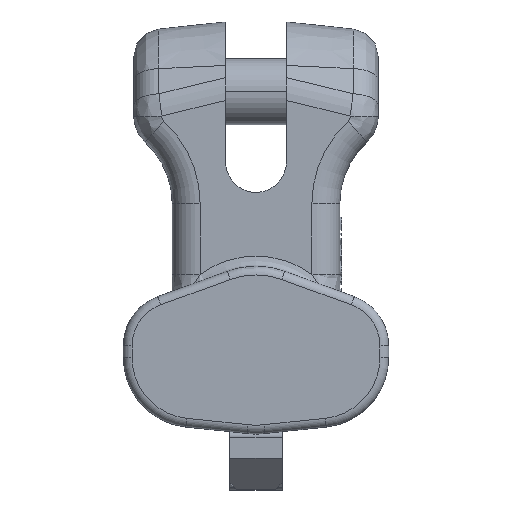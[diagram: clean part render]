
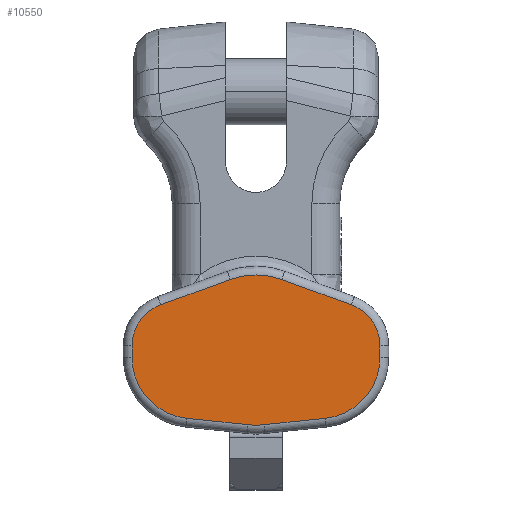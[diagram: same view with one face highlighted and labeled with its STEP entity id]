
A CAD part, top view. The second image highlights one B-rep face of the part: STEP entity #10550.
In plain terms, the highlighted planar face has unit normal (0, 0, 1).
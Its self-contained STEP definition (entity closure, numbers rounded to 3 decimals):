
#3340=CARTESIAN_POINT('',(0.,0.,70.5));
#3341=DIRECTION('',(0.,0.,1.));
#3342=DIRECTION('',(0.342,0.94,0.));
#3343=AXIS2_PLACEMENT_3D('',#3340,#3341,#3342);
#3355=DIRECTION('',(-0.995,0.105,0.));
#3356=VECTOR('',#3355,17.679);
#3357=CARTESIAN_POINT('',(-2.247,-21.382,70.5));
#3358=LINE('',#3357,#3356);
#3359=CARTESIAN_POINT('',(-18.,-2.13,70.5));
#3360=DIRECTION('',(0.,0.,-1.));
#3361=DIRECTION('',(-0.105,-0.995,0.));
#3362=AXIS2_PLACEMENT_3D('',#3359,#3360,#3361);
#3364=DIRECTION('',(0.,1.,0.));
#3365=VECTOR('',#3364,3.336);
#3366=CARTESIAN_POINT('',(-35.5,-2.13,70.5));
#3367=LINE('',#3366,#3365);
#3368=CARTESIAN_POINT('',(-23.,1.206,70.5));
#3369=DIRECTION('',(0.,0.,-1.));
#3370=DIRECTION('',(-1.,0.,0.));
#3371=AXIS2_PLACEMENT_3D('',#3368,#3369,#3370);
#3373=DIRECTION('',(0.94,0.342,0.));
#3374=VECTOR('',#3373,21.2);
#3375=CARTESIAN_POINT('',(-27.275,12.952,70.5));
#3376=LINE('',#3375,#3374);
#3377=DIRECTION('',(-0.94,0.342,0.));
#3378=VECTOR('',#3377,21.2);
#3379=CARTESIAN_POINT('',(27.275,12.952,70.5));
#3380=LINE('',#3379,#3378);
#3381=CARTESIAN_POINT('',(23.,1.206,70.5));
#3382=DIRECTION('',(0.,0.,1.));
#3383=DIRECTION('',(1.,0.,0.));
#3384=AXIS2_PLACEMENT_3D('',#3381,#3382,#3383);
#3386=DIRECTION('',(0.,1.,0.));
#3387=VECTOR('',#3386,3.336);
#3388=CARTESIAN_POINT('',(35.5,-2.13,70.5));
#3389=LINE('',#3388,#3387);
#3390=CARTESIAN_POINT('',(18.,-2.13,70.5));
#3391=DIRECTION('',(0.,0.,1.));
#3392=DIRECTION('',(0.105,-0.995,0.));
#3393=AXIS2_PLACEMENT_3D('',#3390,#3391,#3392);
#3395=DIRECTION('',(0.995,0.105,0.));
#3396=VECTOR('',#3395,17.679);
#3397=CARTESIAN_POINT('',(2.247,-21.382,70.5));
#3398=LINE('',#3397,#3396);
#3399=CARTESIAN_POINT('',(0.,0.,70.5));
#3400=DIRECTION('',(0.,0.,1.));
#3401=DIRECTION('',(-0.105,-0.995,0.));
#3402=AXIS2_PLACEMENT_3D('',#3399,#3400,#3401);
#5449=CARTESIAN_POINT('',(27.275,12.952,70.5));
#5450=CARTESIAN_POINT('',(7.353,20.203,70.5));
#5451=VERTEX_POINT('',#5449);
#5452=VERTEX_POINT('',#5450);
#5457=CARTESIAN_POINT('',(35.5,1.206,70.5));
#5458=VERTEX_POINT('',#5457);
#5461=CARTESIAN_POINT('',(35.5,-2.13,70.5));
#5462=VERTEX_POINT('',#5461);
#5465=CARTESIAN_POINT('',(19.829,-19.534,70.5));
#5466=VERTEX_POINT('',#5465);
#5469=CARTESIAN_POINT('',(2.247,-21.382,70.5));
#5470=VERTEX_POINT('',#5469);
#5557=CARTESIAN_POINT('',(-27.275,12.952,70.5));
#5558=CARTESIAN_POINT('',(-7.353,20.203,70.5));
#5559=VERTEX_POINT('',#5557);
#5560=VERTEX_POINT('',#5558);
#5565=CARTESIAN_POINT('',(-35.5,1.206,70.5));
#5566=VERTEX_POINT('',#5565);
#5569=CARTESIAN_POINT('',(-35.5,-2.13,70.5));
#5570=VERTEX_POINT('',#5569);
#5573=CARTESIAN_POINT('',(-19.829,-19.534,70.5));
#5574=VERTEX_POINT('',#5573);
#5577=CARTESIAN_POINT('',(-2.247,-21.382,70.5));
#5578=VERTEX_POINT('',#5577);
#10521=CARTESIAN_POINT('',(0.,0.,70.5));
#10522=DIRECTION('',(0.,0.,1.));
#10523=DIRECTION('',(1.,0.,0.));
#10524=AXIS2_PLACEMENT_3D('',#10521,#10522,#10523);
#10525=PLANE('',#10524);
#10527=ORIENTED_EDGE('',*,*,#10526,.F.);
#10529=ORIENTED_EDGE('',*,*,#10528,.T.);
#10531=ORIENTED_EDGE('',*,*,#10530,.T.);
#10533=ORIENTED_EDGE('',*,*,#10532,.T.);
#10535=ORIENTED_EDGE('',*,*,#10534,.T.);
#10537=ORIENTED_EDGE('',*,*,#10536,.T.);
#10538=ORIENTED_EDGE('',*,*,#10499,.F.);
#10539=ORIENTED_EDGE('',*,*,#10511,.F.);
#10541=ORIENTED_EDGE('',*,*,#10540,.F.);
#10543=ORIENTED_EDGE('',*,*,#10542,.F.);
#10545=ORIENTED_EDGE('',*,*,#10544,.F.);
#10547=ORIENTED_EDGE('',*,*,#10546,.F.);
#10548=EDGE_LOOP('',(#10527,#10529,#10531,#10533,#10535,#10537,#10538,#10539,
#10541,#10543,#10545,#10547));
#10549=FACE_OUTER_BOUND('',#10548,.F.);
#10550=ADVANCED_FACE('',(#10549),#10525,.T.);
#3344=CIRCLE('',#3343,21.5);
#3363=CIRCLE('',#3362,17.5);
#3372=CIRCLE('',#3371,12.5);
#3385=CIRCLE('',#3384,12.5);
#3394=CIRCLE('',#3393,17.5);
#3403=CIRCLE('',#3402,21.5);
#10499=EDGE_CURVE('',#5452,#5560,#3344,.T.);
#10511=EDGE_CURVE('',#5451,#5452,#3380,.T.);
#10526=EDGE_CURVE('',#5578,#5470,#3403,.T.);
#10528=EDGE_CURVE('',#5578,#5574,#3358,.T.);
#10530=EDGE_CURVE('',#5574,#5570,#3363,.T.);
#10532=EDGE_CURVE('',#5570,#5566,#3367,.T.);
#10534=EDGE_CURVE('',#5566,#5559,#3372,.T.);
#10536=EDGE_CURVE('',#5559,#5560,#3376,.T.);
#10540=EDGE_CURVE('',#5458,#5451,#3385,.T.);
#10542=EDGE_CURVE('',#5462,#5458,#3389,.T.);
#10544=EDGE_CURVE('',#5466,#5462,#3394,.T.);
#10546=EDGE_CURVE('',#5470,#5466,#3398,.T.);
